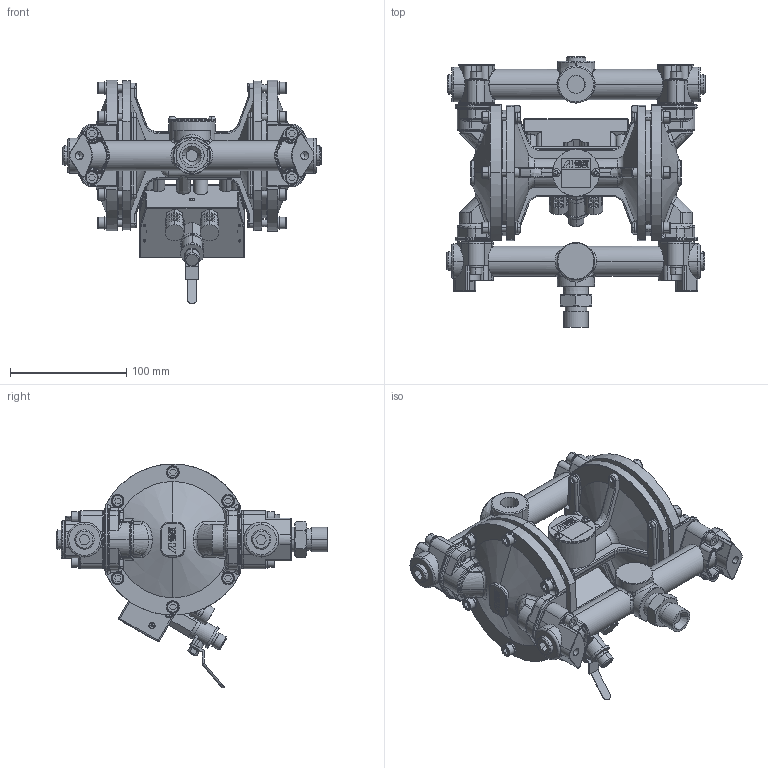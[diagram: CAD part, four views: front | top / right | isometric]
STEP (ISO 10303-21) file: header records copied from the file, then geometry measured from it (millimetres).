
FILE_DESCRIPTION (( 'STEP AP203' ), '1' );
FILE_NAME ('DDP-90E_ŠOŠÏƒ‚ƒfƒ‹.STEP', '2022-04-19T09:10:55', ( '' ), ( '' ), 'SwSTEP 2.0', 'SolidWorks 2019', '' );
FILE_SCHEMA (( 'CONFIG_CONTROL_DESIGN' ));
Length unit declared in the file: millimetre
Products named in the file (1): DDP-90E_外観モデル
Bounding box: 222.15 x 233 x 192.64 mm (x, y, z)
Volume: 1458747.3 mm3; surface area: 231061.7 mm2
Topology: 1 solids, 1 shells, 5185 faces, 13990 edges, 8936 vertices
Faces by surface type: plane 2881, cylinder 1124, bspline 597, torus 411, cone 147, sphere 25
Entity records: 188354 total; most frequent: CARTESIAN_POINT 62224, ORIENTED_EDGE 27720, DIRECTION 24213, EDGE_CURVE 13860, VERTEX_POINT 8920, LINE 8889, VECTOR 8889, AXIS2_PLACEMENT_3D 7662
